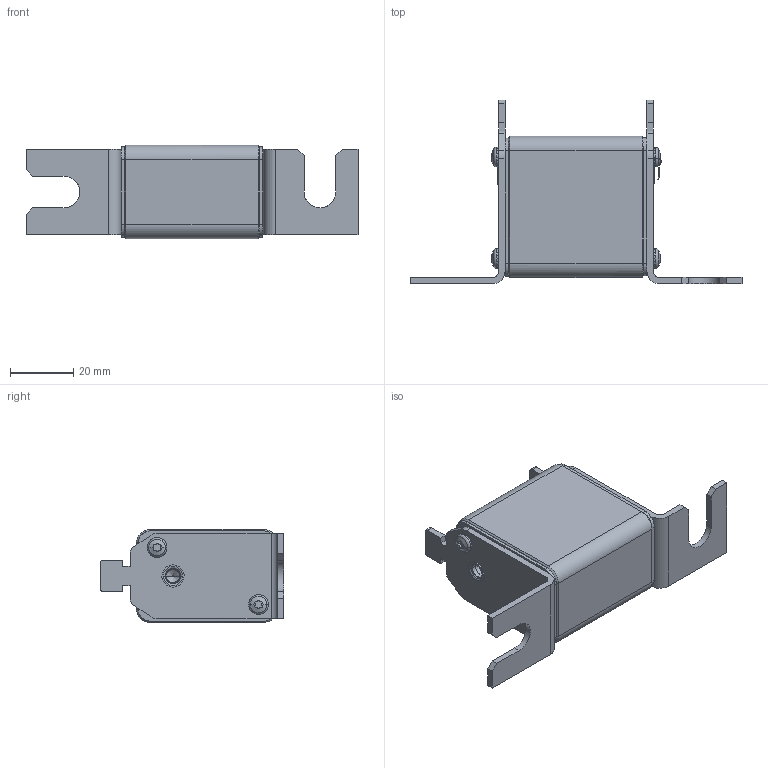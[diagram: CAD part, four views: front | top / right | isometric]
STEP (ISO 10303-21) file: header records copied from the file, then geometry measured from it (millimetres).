
FILE_DESCRIPTION((''),'2;1');
FILE_NAME('NHS00_80_UQ.stp','2025-07-28T12:29:04',('User'),( 'SDRC'),'I-DEAS Master Series 9','UNIX','Yes');
FILE_SCHEMA(('CONFIG_CONTROL_DESIGN', 'GEOMETRIC_VALIDATION_PROPERTIES_MIM','SHAPE_APPEARANCE_LAYER_MIM'));
Length unit declared in the file: millimetre
Assembly tree (30 placements, depth 0):
Bounding box: 104.8 x 58 x 29.5 mm (x, y, z)
Volume: 43245 mm3; surface area: 27110.4 mm2
Topology: 12 solids, 24 shells, 740 faces, 1910 edges, 1180 vertices
Faces by surface type: bspline 740
Entity records: 22153 total; most frequent: CARTESIAN_POINT 11654, ORIENTED_EDGE 2296, EDGE_CURVE 1166, VERTEX_POINT 741, QUASI_UNIFORM_CURVE 638, EDGE_LOOP 509, FACE_OUTER_BOUND 460, ADVANCED_FACE 460
